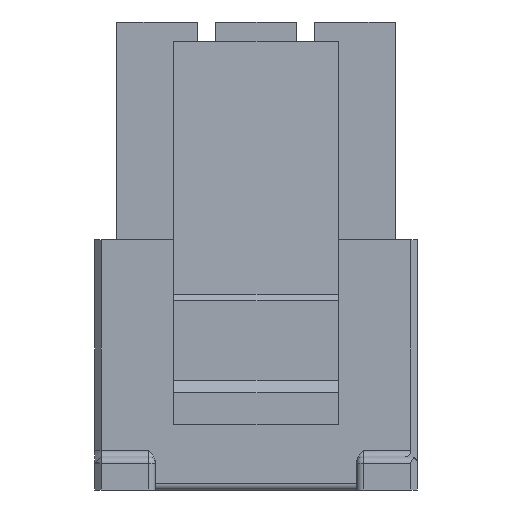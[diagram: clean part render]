
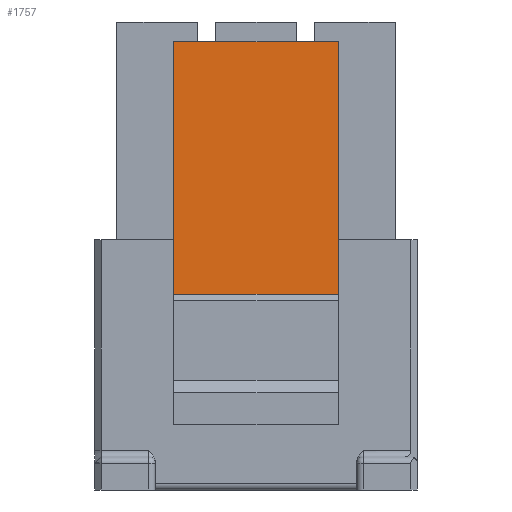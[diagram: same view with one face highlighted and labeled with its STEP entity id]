
A CAD part, front view. The second image highlights one B-rep face of the part: STEP entity #1757.
In plain terms, the highlighted planar face has unit normal (0, -1, 0.026).
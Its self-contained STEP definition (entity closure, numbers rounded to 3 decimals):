
#14 = VECTOR ( 'NONE', #1913, 1000. ) ;
#56 = CARTESIAN_POINT ( 'NONE',  ( 7., -3.81, 5.94 ) ) ;
#124 = ORIENTED_EDGE ( 'NONE', *, *, #2600, .F. ) ;
#213 = CARTESIAN_POINT ( 'NONE',  ( 7., -3.81, 5.94 ) ) ;
#281 = EDGE_CURVE ( 'NONE', #476, #3593, #3729, .T. ) ;
#291 = DIRECTION ( 'NONE',  ( -1., 0., 0. ) ) ;
#406 = VERTEX_POINT ( 'NONE', #1672 ) ;
#476 = VERTEX_POINT ( 'NONE', #3310 ) ;
#536 = EDGE_CURVE ( 'NONE', #406, #1166, #1804, .T. ) ;
#545 = EDGE_LOOP ( 'NONE', ( #2700, #124, #1234, #3675 ) ) ;
#645 = VECTOR ( 'NONE', #2684, 1000. ) ;
#693 = CARTESIAN_POINT ( 'NONE',  ( 2., -3.81, 5.94 ) ) ;
#1139 = PLANE ( 'NONE',  #2333 ) ;
#1166 = VERTEX_POINT ( 'NONE', #213 ) ;
#1234 = ORIENTED_EDGE ( 'NONE', *, *, #536, .F. ) ;
#1394 = CARTESIAN_POINT ( 'NONE',  ( 7., -3.81, 5.94 ) ) ;
#1416 = DIRECTION ( 'NONE',  ( 0., 1., -0.026 ) ) ;
#1530 = EDGE_CURVE ( 'NONE', #406, #476, #2520, .T. ) ;
#1672 = CARTESIAN_POINT ( 'NONE',  ( 7., -3.614, 13.6 ) ) ;
#1705 = FACE_OUTER_BOUND ( 'NONE', #545, .T. ) ;
#1757 = ADVANCED_FACE ( 'NONE', ( #1705 ), #1139, .F. ) ;
#1770 = LINE ( 'NONE', #2980, #2342 ) ;
#1804 = LINE ( 'NONE', #56, #645 ) ;
#1913 = DIRECTION ( 'NONE',  ( 0., -0.026, -1. ) ) ;
#1972 = DIRECTION ( 'NONE',  ( -1., 0., 0. ) ) ;
#2333 = AXIS2_PLACEMENT_3D ( 'NONE', #1394, #1416, #3818 ) ;
#2342 = VECTOR ( 'NONE', #291, 1000. ) ;
#2520 = LINE ( 'NONE', #2872, #3391 ) ;
#2600 = EDGE_CURVE ( 'NONE', #1166, #3593, #1770, .T. ) ;
#2684 = DIRECTION ( 'NONE',  ( 0., -0.026, -1. ) ) ;
#2700 = ORIENTED_EDGE ( 'NONE', *, *, #281, .T. ) ;
#2872 = CARTESIAN_POINT ( 'NONE',  ( 7., -3.614, 13.6 ) ) ;
#2980 = CARTESIAN_POINT ( 'NONE',  ( 7., -3.81, 5.94 ) ) ;
#3310 = CARTESIAN_POINT ( 'NONE',  ( 2., -3.614, 13.6 ) ) ;
#3391 = VECTOR ( 'NONE', #1972, 1000. ) ;
#3495 = CARTESIAN_POINT ( 'NONE',  ( 2., -3.81, 5.94 ) ) ;
#3593 = VERTEX_POINT ( 'NONE', #3495 ) ;
#3675 = ORIENTED_EDGE ( 'NONE', *, *, #1530, .T. ) ;
#3729 = LINE ( 'NONE', #693, #14 ) ;
#3818 = DIRECTION ( 'NONE',  ( 0., 0.026, 1. ) ) ;
